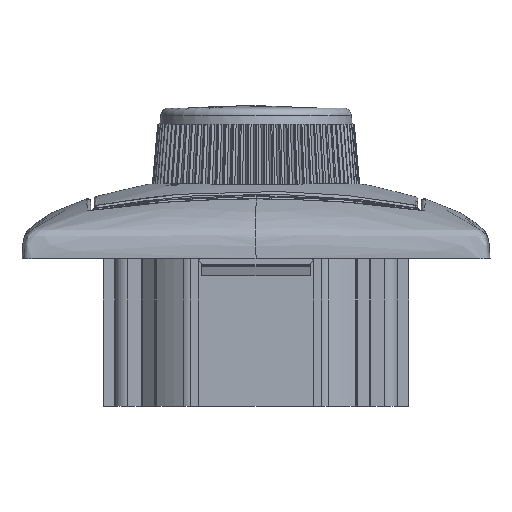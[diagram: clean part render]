
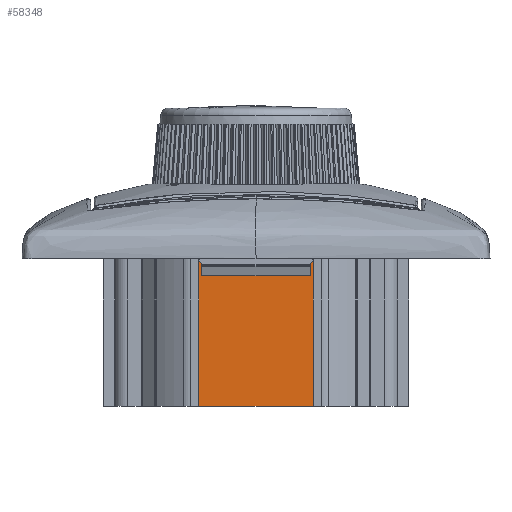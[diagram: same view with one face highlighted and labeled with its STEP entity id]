
A CAD part, front view. The second image highlights one B-rep face of the part: STEP entity #58348.
In plain terms, the highlighted planar face has unit normal (0, -1, 0).
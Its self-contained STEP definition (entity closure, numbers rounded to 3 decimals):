
#327 = ORIENTED_EDGE ( 'NONE', *, *, #14172, .T. ) ;
#725 = CARTESIAN_POINT ( 'NONE',  ( -10.07, -24.713, -1. ) ) ;
#1227 = LINE ( 'NONE', #15596, #26171 ) ;
#2078 = VERTEX_POINT ( 'NONE', #10246 ) ;
#2938 = DIRECTION ( 'NONE',  ( -0.009, 0., 1. ) ) ;
#4096 = PLANE ( 'NONE',  #39133 ) ;
#4747 = EDGE_CURVE ( 'NONE', #13623, #47844, #39930, .T. ) ;
#6553 = CARTESIAN_POINT ( 'NONE',  ( 9.499, -24.713, -2. ) ) ;
#6651 = DIRECTION ( 'NONE',  ( 0., 0., -1. ) ) ;
#6961 = LINE ( 'NONE', #44723, #37474 ) ;
#8025 = VECTOR ( 'NONE', #2938, 1000. ) ;
#8803 = DIRECTION ( 'NONE',  ( 0., 0., -1. ) ) ;
#10246 = CARTESIAN_POINT ( 'NONE',  ( -9.482, -24.713, -4. ) ) ;
#10732 = CARTESIAN_POINT ( 'NONE',  ( 10.07, -24.713, -1. ) ) ;
#13623 = VERTEX_POINT ( 'NONE', #35352 ) ;
#14172 = EDGE_CURVE ( 'NONE', #2078, #27154, #60992, .T. ) ;
#14431 = LINE ( 'NONE', #28469, #57913 ) ;
#14692 = DIRECTION ( 'NONE',  ( -0.496, 0., 0.869 ) ) ;
#15596 = CARTESIAN_POINT ( 'NONE',  ( -9.482, -24.713, -4. ) ) ;
#17342 = DIRECTION ( 'NONE',  ( 0., 0., -1. ) ) ;
#17739 = VECTOR ( 'NONE', #20697, 1000. ) ;
#18138 = LINE ( 'NONE', #37778, #21122 ) ;
#18181 = CARTESIAN_POINT ( 'NONE',  ( -10.07, -24.713, -26.85 ) ) ;
#18343 = CARTESIAN_POINT ( 'NONE',  ( 10.07, -24.713, -1. ) ) ;
#19065 = CARTESIAN_POINT ( 'NONE',  ( 10.07, -24.713, -1. ) ) ;
#19099 = ORIENTED_EDGE ( 'NONE', *, *, #4747, .T. ) ;
#20279 = DIRECTION ( 'NONE',  ( -1., 0., 0. ) ) ;
#20679 = EDGE_LOOP ( 'NONE', ( #60455, #27662, #43879, #60006, #33300, #19099, #36245, #327 ) ) ;
#20697 = DIRECTION ( 'NONE',  ( -0.496, 0., -0.869 ) ) ;
#21122 = VECTOR ( 'NONE', #14692, 1000. ) ;
#21743 = EDGE_CURVE ( 'NONE', #27154, #60939, #18138, .T. ) ;
#23448 = DIRECTION ( 'NONE',  ( 0., -1., 0. ) ) ;
#26171 = VECTOR ( 'NONE', #20279, 1000. ) ;
#26590 = EDGE_CURVE ( 'NONE', #31478, #36718, #6961, .T. ) ;
#27154 = VERTEX_POINT ( 'NONE', #54800 ) ;
#27662 = ORIENTED_EDGE ( 'NONE', *, *, #34311, .T. ) ;
#28469 = CARTESIAN_POINT ( 'NONE',  ( 10.07, -24.713, -26.85 ) ) ;
#29844 = CARTESIAN_POINT ( 'NONE',  ( 9.482, -24.713, -4. ) ) ;
#31478 = VERTEX_POINT ( 'NONE', #18343 ) ;
#33300 = ORIENTED_EDGE ( 'NONE', *, *, #37227, .T. ) ;
#34311 = EDGE_CURVE ( 'NONE', #60939, #49479, #54805, .T. ) ;
#35142 = CARTESIAN_POINT ( 'NONE',  ( 10.07, -24.713, -26.85 ) ) ;
#35352 = CARTESIAN_POINT ( 'NONE',  ( 9.499, -24.713, -2. ) ) ;
#36245 = ORIENTED_EDGE ( 'NONE', *, *, #58905, .T. ) ;
#36718 = VERTEX_POINT ( 'NONE', #35142 ) ;
#37227 = EDGE_CURVE ( 'NONE', #31478, #13623, #54409, .T. ) ;
#37261 = CARTESIAN_POINT ( 'NONE',  ( -9.482, -24.713, -4. ) ) ;
#37474 = VECTOR ( 'NONE', #6651, 1000. ) ;
#37778 = CARTESIAN_POINT ( 'NONE',  ( -9.499, -24.713, -2. ) ) ;
#38141 = DIRECTION ( 'NONE',  ( -1., 0., 0. ) ) ;
#38626 = VECTOR ( 'NONE', #17342, 1000. ) ;
#39133 = AXIS2_PLACEMENT_3D ( 'NONE', #19065, #23448, #8803 ) ;
#39930 = LINE ( 'NONE', #6553, #43710 ) ;
#43710 = VECTOR ( 'NONE', #53682, 1000. ) ;
#43784 = EDGE_CURVE ( 'NONE', #36718, #49479, #14431, .T. ) ;
#43879 = ORIENTED_EDGE ( 'NONE', *, *, #43784, .F. ) ;
#44723 = CARTESIAN_POINT ( 'NONE',  ( 10.07, -24.713, -1. ) ) ;
#45731 = CARTESIAN_POINT ( 'NONE',  ( -10.07, -24.713, -1. ) ) ;
#47844 = VERTEX_POINT ( 'NONE', #29844 ) ;
#49479 = VERTEX_POINT ( 'NONE', #18181 ) ;
#51240 = FACE_OUTER_BOUND ( 'NONE', #20679, .T. ) ;
#53682 = DIRECTION ( 'NONE',  ( -0.009, 0., -1. ) ) ;
#54409 = LINE ( 'NONE', #10732, #17739 ) ;
#54800 = CARTESIAN_POINT ( 'NONE',  ( -9.499, -24.713, -2. ) ) ;
#54805 = LINE ( 'NONE', #45731, #38626 ) ;
#57913 = VECTOR ( 'NONE', #38141, 1000. ) ;
#58348 = ADVANCED_FACE ( 'NONE', ( #51240 ), #4096, .T. ) ;
#58905 = EDGE_CURVE ( 'NONE', #47844, #2078, #1227, .T. ) ;
#60006 = ORIENTED_EDGE ( 'NONE', *, *, #26590, .F. ) ;
#60455 = ORIENTED_EDGE ( 'NONE', *, *, #21743, .T. ) ;
#60939 = VERTEX_POINT ( 'NONE', #725 ) ;
#60992 = LINE ( 'NONE', #37261, #8025 ) ;
